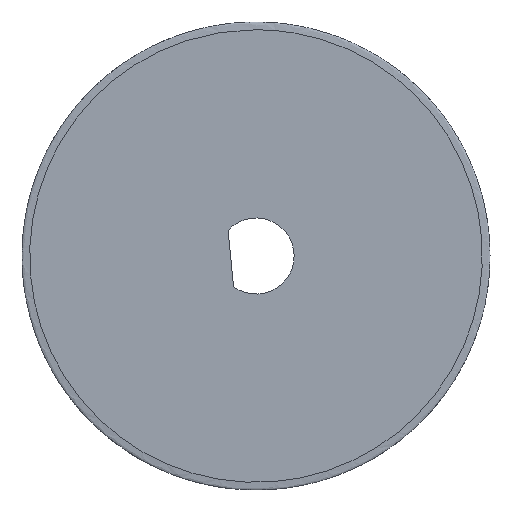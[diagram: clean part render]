
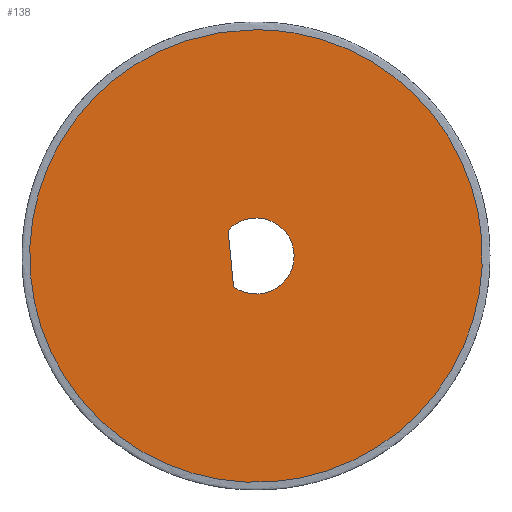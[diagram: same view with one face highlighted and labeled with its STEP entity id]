
A CAD part, left-side view. The second image highlights one B-rep face of the part: STEP entity #138.
In plain terms, the highlighted planar face has unit normal (-1, 0, 0).
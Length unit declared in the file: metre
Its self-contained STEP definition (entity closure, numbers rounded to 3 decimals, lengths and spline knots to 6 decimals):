
#15=B_SPLINE_CURVE_WITH_KNOTS('',3,(#224,#225,#226,#227,#228,#229,#230,
#231,#232,#233,#234,#235,#236,#237,#238,#239,#240,#241,#242),
 .UNSPECIFIED.,.T.,.F.,(1,1,1,1,1,1,1,1,1,1,1,1,1,1,1,1,1,1,1,1,1,1,1),
(-0.190789,-0.128289,-0.065789,0.,0.059375,
0.121719,0.184211,0.246711,0.309211,0.371711,
0.434211,0.496711,0.559211,0.621711,
0.684211,0.746711,0.809211,0.871711,
0.934211,1.,1.059375,1.121719,1.184211),.UNSPECIFIED.);
#24=CIRCLE('',#164,0.0015);
#39=ORIENTED_EDGE('',*,*,#63,.T.);
#40=ORIENTED_EDGE('',*,*,#60,.F.);
#41=ORIENTED_EDGE('',*,*,#62,.F.);
#60=EDGE_CURVE('',#73,#74,#84,.T.);
#62=EDGE_CURVE('',#74,#73,#24,.T.);
#63=EDGE_CURVE('',#75,#75,#15,.T.);
#73=VERTEX_POINT('',#217);
#74=VERTEX_POINT('',#219);
#75=VERTEX_POINT('',#243);
#84=LINE('',#218,#88);
#88=VECTOR('',#185,1.);
#94=EDGE_LOOP('',(#39));
#95=EDGE_LOOP('',(#40,#41));
#114=FACE_BOUND('',#94,.T.);
#115=FACE_BOUND('',#95,.T.);
#132=PLANE('',#165);
#138=ADVANCED_FACE('',(#114,#115),#132,.T.);
#164=AXIS2_PLACEMENT_3D('',#222,#189,#190);
#165=AXIS2_PLACEMENT_3D('',#223,#191,#192);
#185=DIRECTION('',(0.,-0.096,-0.995));
#189=DIRECTION('',(-1.,0.,0.));
#190=DIRECTION('',(0.,0.,1.));
#191=DIRECTION('',(-1.,0.,0.));
#192=DIRECTION('',(0.,-1.,0.));
#217=CARTESIAN_POINT('',(-0.040767,0.049604,0.053517));
#218=CARTESIAN_POINT('',(-0.040767,0.049496,0.052404));
#219=CARTESIAN_POINT('',(-0.040767,0.049388,0.051291));
#222=CARTESIAN_POINT('',(-0.040767,0.048501,0.0525));
#223=CARTESIAN_POINT('',(-0.040767,0.048501,0.051588));
#224=CARTESIAN_POINT('',(-0.040767,0.044876,0.060914));
#225=CARTESIAN_POINT('',(-0.040767,0.048382,0.061649));
#226=CARTESIAN_POINT('',(-0.040767,0.051877,0.060991));
#227=CARTESIAN_POINT('',(-0.040767,0.054832,0.059107));
#228=CARTESIAN_POINT('',(-0.040767,0.056878,0.056187));
#229=CARTESIAN_POINT('',(-0.040767,0.057652,0.052697));
#230=CARTESIAN_POINT('',(-0.040767,0.057031,0.049181));
#231=CARTESIAN_POINT('',(-0.040767,0.055112,0.046173));
#232=CARTESIAN_POINT('',(-0.040767,0.052196,0.044127));
#233=CARTESIAN_POINT('',(-0.040767,0.048697,0.04335));
#234=CARTESIAN_POINT('',(-0.040767,0.045174,0.043977));
#235=CARTESIAN_POINT('',(-0.040767,0.04217,0.045898));
#236=CARTESIAN_POINT('',(-0.040767,0.040126,0.048821));
#237=CARTESIAN_POINT('',(-0.040767,0.039356,0.052305));
#238=CARTESIAN_POINT('',(-0.040767,0.039977,0.05582));
#239=CARTESIAN_POINT('',(-0.040767,0.0419,0.058833));
#240=CARTESIAN_POINT('',(-0.040767,0.044876,0.060914));
#241=CARTESIAN_POINT('',(-0.040767,0.048382,0.061649));
#242=CARTESIAN_POINT('',(-0.040767,0.051877,0.060991));
#243=CARTESIAN_POINT('',(-0.040767,0.048501,0.061417));
